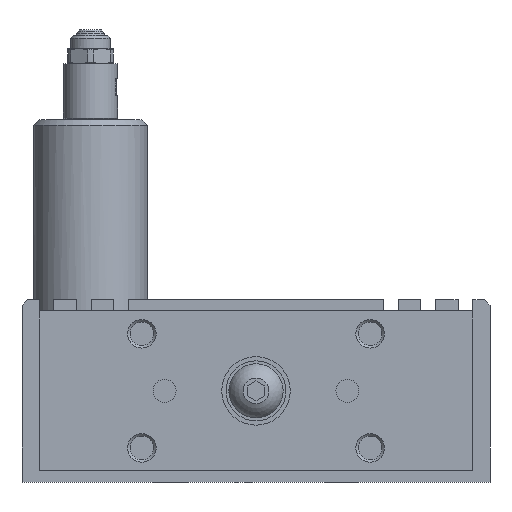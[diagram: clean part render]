
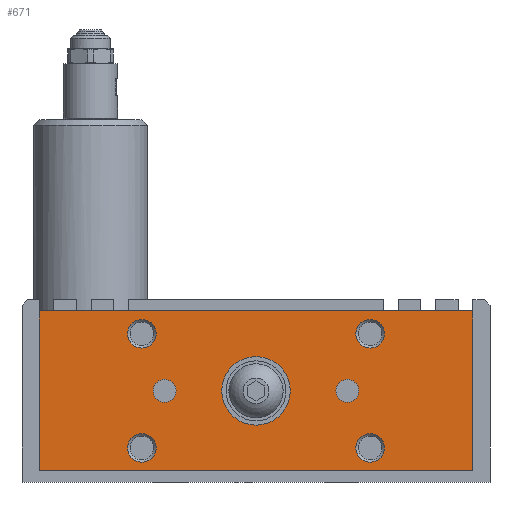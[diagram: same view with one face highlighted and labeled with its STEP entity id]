
A CAD part, left-side view. The second image highlights one B-rep face of the part: STEP entity #671.
In plain terms, the highlighted planar face has unit normal (-1, 0, 0).
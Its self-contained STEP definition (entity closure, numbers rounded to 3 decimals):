
#671 = ADVANCED_FACE( '', ( #1536, #1537, #1538, #1539, #1540, #1541, #1542, #1543 ), #1544, .F. );
#1536 = FACE_BOUND( '', #2528, .T. );
#1537 = FACE_BOUND( '', #2529, .T. );
#1538 = FACE_BOUND( '', #2530, .T. );
#1539 = FACE_BOUND( '', #2531, .T. );
#1540 = FACE_BOUND( '', #2532, .T. );
#1541 = FACE_BOUND( '', #2533, .T. );
#1542 = FACE_BOUND( '', #2534, .T. );
#1543 = FACE_OUTER_BOUND( '', #2535, .T. );
#1544 = PLANE( '', #2536 );
#2528 = EDGE_LOOP( '', ( #4297 ) );
#2529 = EDGE_LOOP( '', ( #4298 ) );
#2530 = EDGE_LOOP( '', ( #4299 ) );
#2531 = EDGE_LOOP( '', ( #4300 ) );
#2532 = EDGE_LOOP( '', ( #4301 ) );
#2533 = EDGE_LOOP( '', ( #4302 ) );
#2534 = EDGE_LOOP( '', ( #4303 ) );
#2535 = EDGE_LOOP( '', ( #4304, #4305, #4306, #4307 ) );
#2536 = AXIS2_PLACEMENT_3D( '', #4308, #4309, #4310 );
#4297 = ORIENTED_EDGE( '', *, *, #5061, .F. );
#4298 = ORIENTED_EDGE( '', *, *, #5191, .T. );
#4299 = ORIENTED_EDGE( '', *, *, #5336, .T. );
#4300 = ORIENTED_EDGE( '', *, *, #5546, .F. );
#4301 = ORIENTED_EDGE( '', *, *, #5126, .F. );
#4302 = ORIENTED_EDGE( '', *, *, #5594, .T. );
#4303 = ORIENTED_EDGE( '', *, *, #5390, .T. );
#4304 = ORIENTED_EDGE( '', *, *, #5596, .F. );
#4305 = ORIENTED_EDGE( '', *, *, #5565, .F. );
#4306 = ORIENTED_EDGE( '', *, *, #4954, .F. );
#4307 = ORIENTED_EDGE( '', *, *, #5369, .F. );
#4308 = CARTESIAN_POINT( '', ( -61., 38., 30. ) );
#4309 = DIRECTION( '', ( 1., 0., 0. ) );
#4310 = DIRECTION( '', ( 0., 0., 1. ) );
#4954 = EDGE_CURVE( '', #5749, #5751, #5752, .T. );
#5061 = EDGE_CURVE( '', #5935, #5935, #5936, .T. );
#5126 = EDGE_CURVE( '', #6046, #6046, #6047, .T. );
#5191 = EDGE_CURVE( '', #6149, #6149, #6150, .T. );
#5336 = EDGE_CURVE( '', #6382, #6382, #6383, .T. );
#5369 = EDGE_CURVE( '', #6429, #5749, #6431, .T. );
#5390 = EDGE_CURVE( '', #6458, #6458, #6459, .T. );
#5546 = EDGE_CURVE( '', #6679, #6679, #6680, .T. );
#5565 = EDGE_CURVE( '', #5751, #6704, #6705, .T. );
#5594 = EDGE_CURVE( '', #6742, #6742, #6743, .T. );
#5596 = EDGE_CURVE( '', #6704, #6429, #6745, .T. );
#5749 = VERTEX_POINT( '', #6918 );
#5751 = VERTEX_POINT( '', #6921 );
#5752 = LINE( '', #6922, #6923 );
#5935 = VERTEX_POINT( '', #7182 );
#5936 = CIRCLE( '', #7183, 2.01 );
#6046 = VERTEX_POINT( '', #7528 );
#6047 = CIRCLE( '', #7529, 2.5 );
#6149 = VERTEX_POINT( '', #7652 );
#6150 = CIRCLE( '', #7653, 2.01 );
#6382 = VERTEX_POINT( '', #7964 );
#6383 = CIRCLE( '', #7965, 2.5 );
#6429 = VERTEX_POINT( '', #8038 );
#6431 = LINE( '', #8041, #8042 );
#6458 = VERTEX_POINT( '', #8098 );
#6459 = CIRCLE( '', #8099, 6. );
#6679 = VERTEX_POINT( '', #8530 );
#6680 = CIRCLE( '', #8531, 2.5 );
#6704 = VERTEX_POINT( '', #8558 );
#6705 = LINE( '', #8559, #8560 );
#6742 = VERTEX_POINT( '', #8603 );
#6743 = CIRCLE( '', #8604, 2.5 );
#6745 = LINE( '', #8606, #8607 );
#6918 = CARTESIAN_POINT( '', ( -61., -38., 30. ) );
#6921 = CARTESIAN_POINT( '', ( -61., -38., 2. ) );
#6922 = CARTESIAN_POINT( '', ( -61., -38., 30. ) );
#6923 = VECTOR( '', #8780, 1000. );
#7182 = CARTESIAN_POINT( '', ( -61., 13.99, 16. ) );
#7183 = AXIS2_PLACEMENT_3D( '', #8921, #8922, #8923 );
#7528 = CARTESIAN_POINT( '', ( -61., 17.5, 26. ) );
#7529 = AXIS2_PLACEMENT_3D( '', #8988, #8989, #8990 );
#7652 = CARTESIAN_POINT( '', ( -61., -13.99, 16. ) );
#7653 = AXIS2_PLACEMENT_3D( '', #9078, #9079, #9080 );
#7964 = CARTESIAN_POINT( '', ( -61., 17.5, 6. ) );
#7965 = AXIS2_PLACEMENT_3D( '', #9266, #9267, #9268 );
#8038 = CARTESIAN_POINT( '', ( -61., 38., 30. ) );
#8041 = CARTESIAN_POINT( '', ( -61., 38., 30. ) );
#8042 = VECTOR( '', #9308, 1000. );
#8098 = CARTESIAN_POINT( '', ( -61., 6., 16. ) );
#8099 = AXIS2_PLACEMENT_3D( '', #9326, #9327, #9328 );
#8530 = CARTESIAN_POINT( '', ( -61., -17.5, 6. ) );
#8531 = AXIS2_PLACEMENT_3D( '', #9522, #9523, #9524 );
#8558 = CARTESIAN_POINT( '', ( -61., 38., 2. ) );
#8559 = CARTESIAN_POINT( '', ( -61., -38., 2. ) );
#8560 = VECTOR( '', #9546, 1000. );
#8603 = CARTESIAN_POINT( '', ( -61., -17.5, 26. ) );
#8604 = AXIS2_PLACEMENT_3D( '', #9577, #9578, #9579 );
#8606 = CARTESIAN_POINT( '', ( -61., 38., 2. ) );
#8607 = VECTOR( '', #9580, 1000. );
#8780 = DIRECTION( '', ( 0., 0., -1. ) );
#8921 = CARTESIAN_POINT( '', ( -61., 16., 16. ) );
#8922 = DIRECTION( '', ( -1., 0., 0. ) );
#8923 = DIRECTION( '', ( 0., -1., 0. ) );
#8988 = CARTESIAN_POINT( '', ( -61., 20., 26. ) );
#8989 = DIRECTION( '', ( -1., 0., 0. ) );
#8990 = DIRECTION( '', ( 0., -1., 0. ) );
#9078 = CARTESIAN_POINT( '', ( -61., -16., 16. ) );
#9079 = DIRECTION( '', ( 1., 0., 0. ) );
#9080 = DIRECTION( '', ( 0., 1., 0. ) );
#9266 = CARTESIAN_POINT( '', ( -61., 20., 6. ) );
#9267 = DIRECTION( '', ( 1., 0., 0. ) );
#9268 = DIRECTION( '', ( 0., -1., 0. ) );
#9308 = DIRECTION( '', ( 0., -1., 0. ) );
#9326 = CARTESIAN_POINT( '', ( -61., 0., 16. ) );
#9327 = DIRECTION( '', ( 1., 0., 0. ) );
#9328 = DIRECTION( '', ( 0., 1., 0. ) );
#9522 = CARTESIAN_POINT( '', ( -61., -20., 6. ) );
#9523 = DIRECTION( '', ( -1., 0., 0. ) );
#9524 = DIRECTION( '', ( 0., 1., 0. ) );
#9546 = DIRECTION( '', ( 0., 1., 0. ) );
#9577 = CARTESIAN_POINT( '', ( -61., -20., 26. ) );
#9578 = DIRECTION( '', ( 1., 0., 0. ) );
#9579 = DIRECTION( '', ( 0., 1., 0. ) );
#9580 = DIRECTION( '', ( 0., 0., 1. ) );
